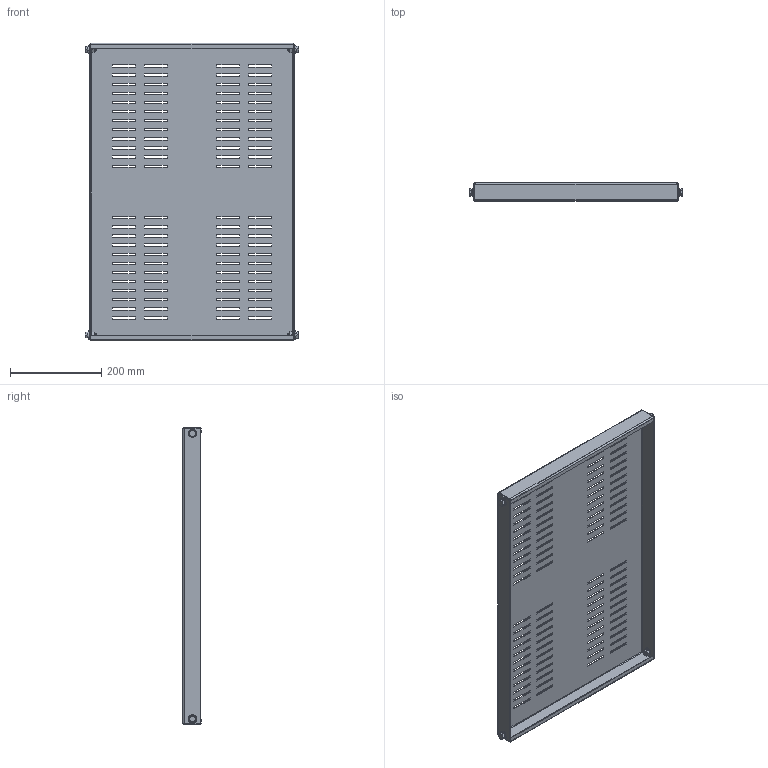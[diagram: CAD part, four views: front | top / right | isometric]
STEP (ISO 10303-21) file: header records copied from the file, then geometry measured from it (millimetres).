
FILE_DESCRIPTION (( 'STEP AP203' ), '1' );
FILE_NAME ('R5RFCIT100.STEP', '2014-04-04T10:17:42', ( 'admin' ), ( '' ), 'SwSTEP 2.0', 'SolidWorks 2013', '' );
FILE_SCHEMA (( 'CONFIG_CONTROL_DESIGN' ));
Length unit declared in the file: millimetre
Products named in the file (4): QB09C605; A0400005_A0400005; A3300003_A3300003; R5RFCIT100
Assembly tree (9 placements, depth 2):
  R5RFCIT100
    QB09C605
    A0400005_A0400005  x4
    A3300003_A3300003  x4
Bounding box: 469.2 x 40 x 653 mm (x, y, z)
Volume: 721581.2 mm3; surface area: 744585.7 mm2
Topology: 9 solids, 9 shells, 874 faces, 2408 edges, 1560 vertices
Faces by surface type: plane 686, cone 112, cylinder 36, torus 32, bspline 8
Entity records: 19336 total; most frequent: CARTESIAN_POINT 3934, ORIENTED_EDGE 3148, DIRECTION 2794, EDGE_CURVE 1574, LINE 1366, VECTOR 1366, VERTEX_POINT 1026, EDGE_LOOP 760
